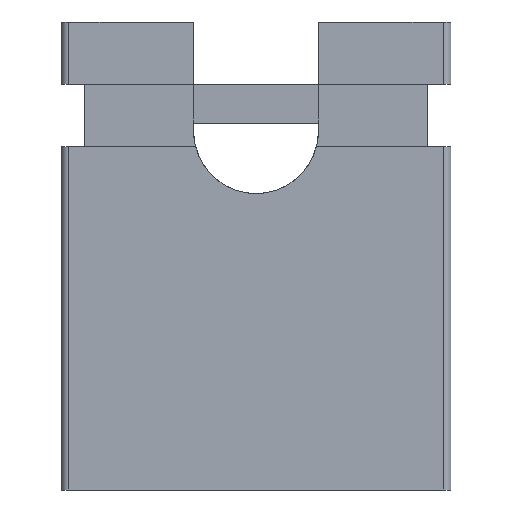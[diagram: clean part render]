
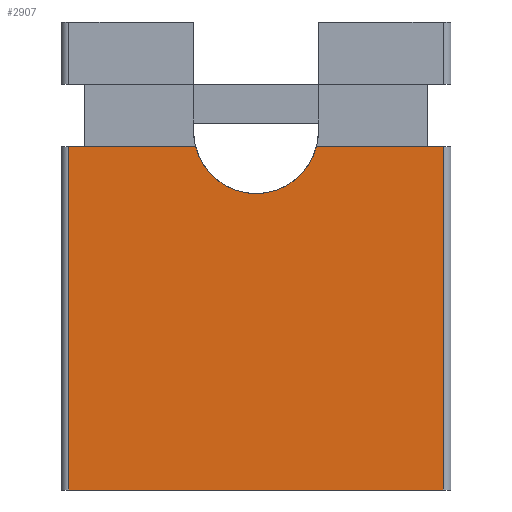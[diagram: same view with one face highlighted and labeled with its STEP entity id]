
A CAD part, front view. The second image highlights one B-rep face of the part: STEP entity #2907.
In plain terms, the highlighted planar face has unit normal (0, -1, 0).
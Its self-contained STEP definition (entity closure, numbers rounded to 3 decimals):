
#27 = LINE ( 'NONE', #83, #1496 ) ;
#83 = CARTESIAN_POINT ( 'NONE',  ( 2.5, -1.2, 4.4 ) ) ;
#92 = ORIENTED_EDGE ( 'NONE', *, *, #1605, .T. ) ;
#106 = CARTESIAN_POINT ( 'NONE',  ( -0.775, -1.2, 4.4 ) ) ;
#228 = VERTEX_POINT ( 'NONE', #3746 ) ;
#257 = EDGE_CURVE ( 'NONE', #1850, #1486, #1343, .T. ) ;
#420 = PLANE ( 'NONE',  #1358 ) ;
#450 = CARTESIAN_POINT ( 'NONE',  ( 2.4, -1.2, 4.4 ) ) ;
#540 = CARTESIAN_POINT ( 'NONE',  ( 0., -1.2, 0. ) ) ;
#599 = ORIENTED_EDGE ( 'NONE', *, *, #1931, .T. ) ;
#641 = ORIENTED_EDGE ( 'NONE', *, *, #1071, .T. ) ;
#754 = ORIENTED_EDGE ( 'NONE', *, *, #2031, .T. ) ;
#834 = LINE ( 'NONE', #2960, #3084 ) ;
#846 = CARTESIAN_POINT ( 'NONE',  ( 0., -1.2, 4.6 ) ) ;
#1054 = CIRCLE ( 'NONE', #2030, 0.8 ) ;
#1071 = EDGE_CURVE ( 'NONE', #1482, #228, #834, .T. ) ;
#1152 = DIRECTION ( 'NONE',  ( 0., 0., 1. ) ) ;
#1156 = CARTESIAN_POINT ( 'NONE',  ( 0.775, -1.2, 4.4 ) ) ;
#1234 = VECTOR ( 'NONE', #2295, 1000. ) ;
#1343 = LINE ( 'NONE', #540, #1234 ) ;
#1358 = AXIS2_PLACEMENT_3D ( 'NONE', #1613, #3627, #1901 ) ;
#1482 = VERTEX_POINT ( 'NONE', #106 ) ;
#1486 = VERTEX_POINT ( 'NONE', #3033 ) ;
#1496 = VECTOR ( 'NONE', #2144, 1000. ) ;
#1509 = DIRECTION ( 'NONE',  ( -1., 0., 0. ) ) ;
#1605 = EDGE_CURVE ( 'NONE', #1486, #2389, #2476, .T. ) ;
#1613 = CARTESIAN_POINT ( 'NONE',  ( -2.5, -1.2, 0. ) ) ;
#1627 = ORIENTED_EDGE ( 'NONE', *, *, #257, .T. ) ;
#1663 = EDGE_CURVE ( 'NONE', #2389, #3508, #27, .T. ) ;
#1730 = CARTESIAN_POINT ( 'NONE',  ( -2.4, -1.2, 0. ) ) ;
#1772 = VECTOR ( 'NONE', #3365, 1000. ) ;
#1850 = VERTEX_POINT ( 'NONE', #3433 ) ;
#1901 = DIRECTION ( 'NONE',  ( 0., 0., -1. ) ) ;
#1931 = EDGE_CURVE ( 'NONE', #3508, #1482, #1054, .T. ) ;
#1935 = EDGE_LOOP ( 'NONE', ( #599, #641, #754, #1627, #92, #3209 ) ) ;
#2030 = AXIS2_PLACEMENT_3D ( 'NONE', #846, #2897, #1152 ) ;
#2031 = EDGE_CURVE ( 'NONE', #228, #1850, #3083, .T. ) ;
#2144 = DIRECTION ( 'NONE',  ( -1., 0., 0. ) ) ;
#2295 = DIRECTION ( 'NONE',  ( 1., 0., 0. ) ) ;
#2305 = VECTOR ( 'NONE', #3744, 1000. ) ;
#2389 = VERTEX_POINT ( 'NONE', #450 ) ;
#2476 = LINE ( 'NONE', #2790, #1772 ) ;
#2504 = FACE_OUTER_BOUND ( 'NONE', #1935, .T. ) ;
#2790 = CARTESIAN_POINT ( 'NONE',  ( 2.4, -1.2, 0. ) ) ;
#2897 = DIRECTION ( 'NONE',  ( 0., 1., 0. ) ) ;
#2907 = ADVANCED_FACE ( 'NONE', ( #2504 ), #420, .T. ) ;
#2960 = CARTESIAN_POINT ( 'NONE',  ( 2.5, -1.2, 4.4 ) ) ;
#3033 = CARTESIAN_POINT ( 'NONE',  ( 2.4, -1.2, 0. ) ) ;
#3083 = LINE ( 'NONE', #1730, #2305 ) ;
#3084 = VECTOR ( 'NONE', #1509, 1000. ) ;
#3209 = ORIENTED_EDGE ( 'NONE', *, *, #1663, .T. ) ;
#3365 = DIRECTION ( 'NONE',  ( 0., 0., 1. ) ) ;
#3433 = CARTESIAN_POINT ( 'NONE',  ( -2.4, -1.2, 0. ) ) ;
#3508 = VERTEX_POINT ( 'NONE', #1156 ) ;
#3627 = DIRECTION ( 'NONE',  ( 0., -1., 0. ) ) ;
#3744 = DIRECTION ( 'NONE',  ( 0., 0., -1. ) ) ;
#3746 = CARTESIAN_POINT ( 'NONE',  ( -2.4, -1.2, 4.4 ) ) ;
